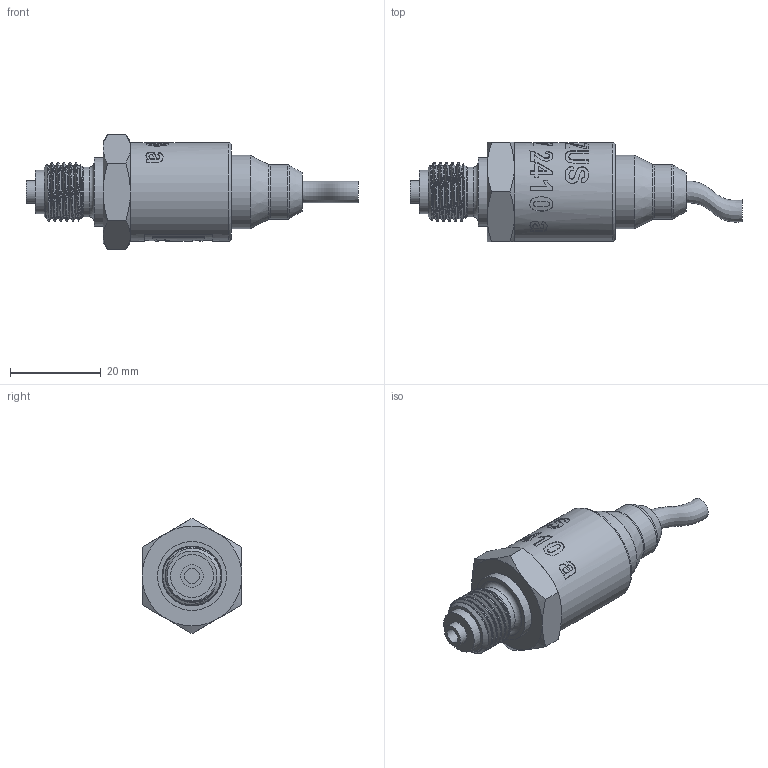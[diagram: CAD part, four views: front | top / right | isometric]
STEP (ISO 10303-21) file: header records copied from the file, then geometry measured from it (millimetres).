
FILE_DESCRIPTION(/* description */ (''),/* implementation_level */ '2;1');
FILE_NAME(/* name */ 'APZ2410a_G1''4EN_Cab.step',/* time_stamp */ '2021-07-15T12:08:31+03:00',/* author */ (''),/* organization */ (''),/* preprocessor_version */ 'ST-DEVELOPER v18.1',/* originating_system */ 'Autodesk Translation Framework v10.9.0.1377',/* authorisation */ '');
FILE_SCHEMA (('AUTOMOTIVE_DESIGN { 1 0 10303 214 3 1 1 }'));
Length unit declared in the file: millimetre
Products named in the file (3): АПЗ 2410 a - filled (not 100% correct
); G1/4 EN; #18999
Assembly tree (2 placements, depth 2):
  АПЗ 2410 a - filled (not 100% correct
)
    G1/4 EN
    #18999
Bounding box: 73.17 x 22 x 25.4 mm (x, y, z)
Volume: 14727.8 mm3; surface area: 6529.9 mm2
Topology: 3 solids, 3 shells, 361 faces, 943 edges, 623 vertices
Faces by surface type: bspline 253, cylinder 46, plane 38, cone 17, torus 7
Full cylindrical faces by diameter (mm): 3.3 x1, 4.8 x2, 5 x1, 7.2 x1, 9.5 x1, 11 x1, 11.445 x5, 12 x1, 13.5 x1, 15.2 x1, 16.2 x1, 17.8 x1, 19 x1, 21.2 x2, 21.8 x1
Entity records: 18986 total; most frequent: CARTESIAN_POINT 11794, ORIENTED_EDGE 1886, EDGE_CURVE 943, DIRECTION 705, VERTEX_POINT 623, B_SPLINE_CURVE_WITH_KNOTS 525, EDGE_LOOP 398, FACE_OUTER_BOUND 361
